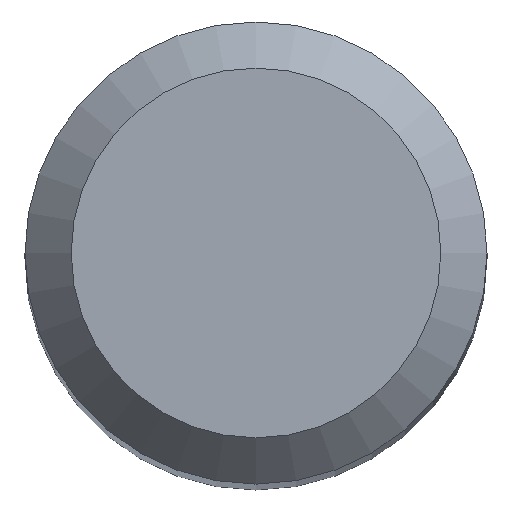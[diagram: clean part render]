
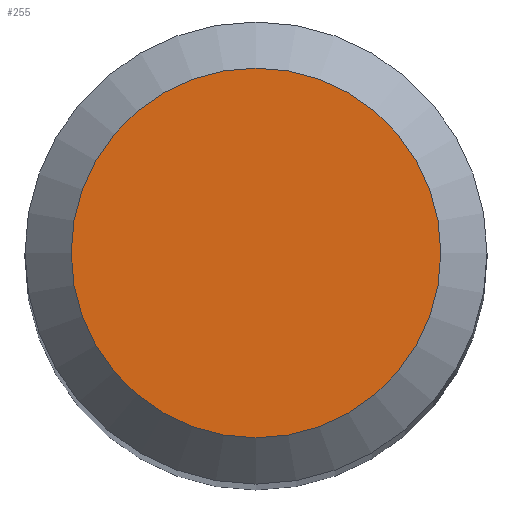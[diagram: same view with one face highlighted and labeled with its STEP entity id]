
A CAD part, top view. The second image highlights one B-rep face of the part: STEP entity #255.
In plain terms, the highlighted planar face has unit normal (0, 0, 1).
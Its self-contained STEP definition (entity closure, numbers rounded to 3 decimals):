
#8 = VERTEX_POINT ( 'NONE', #65 ) ;
#10 = EDGE_CURVE ( 'NONE', #8, #8, #24, .T. ) ;
#24 = CIRCLE ( 'NONE', #197, 1.6 ) ;
#61 = CARTESIAN_POINT ( 'NONE',  ( 0., 0., 38. ) ) ;
#65 = CARTESIAN_POINT ( 'NONE',  ( 0., -1.6, 38. ) ) ;
#92 = ORIENTED_EDGE ( 'NONE', *, *, #10, .T. ) ;
#108 = PLANE ( 'NONE',  #151 ) ;
#110 = CARTESIAN_POINT ( 'NONE',  ( 0., 0., 38. ) ) ;
#133 = DIRECTION ( 'NONE',  ( 0., 0., -1. ) ) ;
#151 = AXIS2_PLACEMENT_3D ( 'NONE', #110, #133, #173 ) ;
#165 = DIRECTION ( 'NONE',  ( 0., 0., 1. ) ) ;
#173 = DIRECTION ( 'NONE',  ( 0., 1., 0. ) ) ;
#174 = FACE_OUTER_BOUND ( 'NONE', #179, .T. ) ;
#179 = EDGE_LOOP ( 'NONE', ( #92 ) ) ;
#197 = AXIS2_PLACEMENT_3D ( 'NONE', #61, #165, #225 ) ;
#225 = DIRECTION ( 'NONE',  ( 0., -1., 0. ) ) ;
#255 = ADVANCED_FACE ( 'NONE', ( #174 ), #108, .F. ) ;
